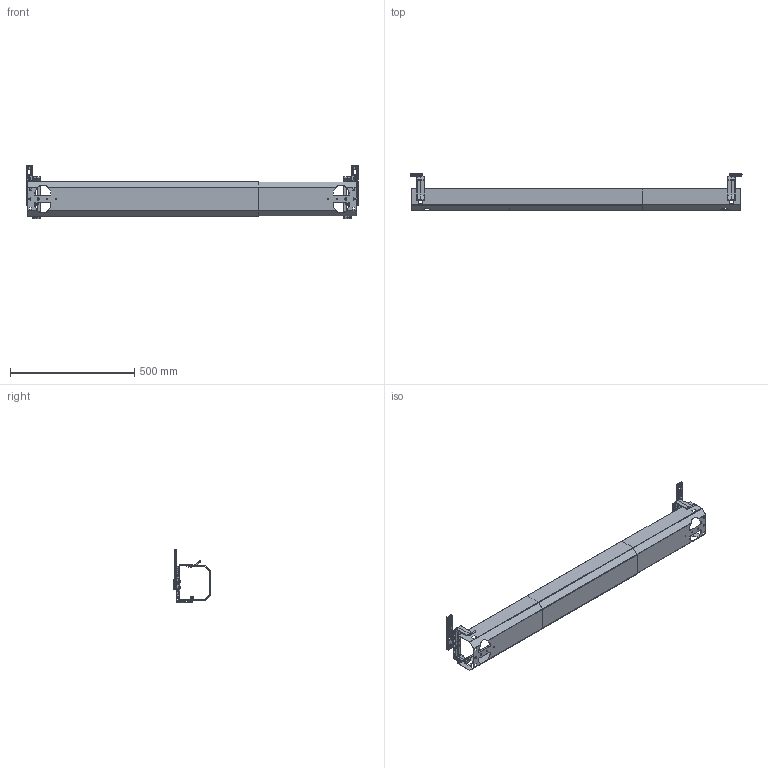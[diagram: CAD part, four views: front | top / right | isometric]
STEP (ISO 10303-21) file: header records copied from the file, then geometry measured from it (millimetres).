
FILE_DESCRIPTION (( 'STEP AP203' ), '1' );
FILE_NAME ('505211xxB Swedstyle Cable Tray Work.STEP', '2020-10-15T12:12:29', ( '' ), ( '' ), 'SwSTEP 2.0', 'SolidWorks 2019', '' );
FILE_SCHEMA (( 'CONFIG_CONTROL_DESIGN' ));
Length unit declared in the file: millimetre
Products named in the file (1): 505211xxB Swedstyle Cable Tray Work
Bounding box: 1335.76 x 149.93 x 213.58 mm (x, y, z)
Surface area: 1203201.4 mm2 (no closed solid volume)
Topology: 0 solids, 24 shells, 1446 faces, 5602 edges, 3921 vertices
Faces by surface type: plane 729, cylinder 413, cone 173, torus 76, bspline 42, sphere 13
Entity records: 59471 total; most frequent: CARTESIAN_POINT 16020, DIRECTION 8667, ORIENTED_EDGE 8122, EDGE_CURVE 5593, VERTEX_POINT 3921, LINE 3169, VECTOR 3169, AXIS2_PLACEMENT_3D 2749
